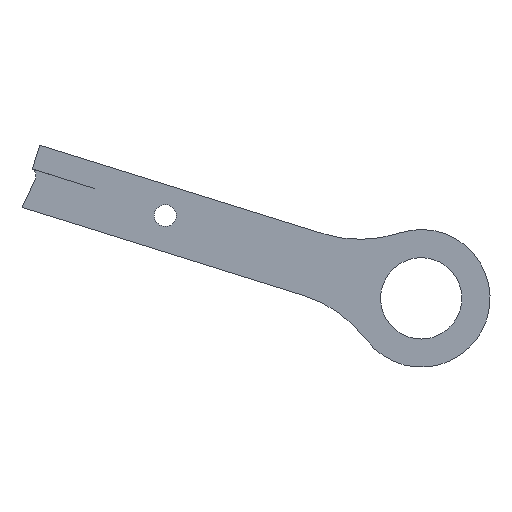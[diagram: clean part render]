
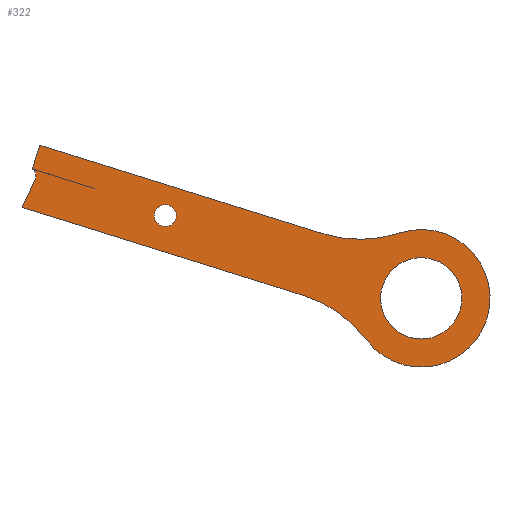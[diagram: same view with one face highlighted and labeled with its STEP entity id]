
A CAD part, front view. The second image highlights one B-rep face of the part: STEP entity #322.
In plain terms, the highlighted planar face has unit normal (0, -1, 0).
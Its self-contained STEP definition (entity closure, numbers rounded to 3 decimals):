
#17=FACE_BOUND('',#63,.T.);
#18=FACE_BOUND('',#64,.T.);
#28=PLANE('',#366);
#44=FACE_OUTER_BOUND('',#62,.T.);
#62=EDGE_LOOP('',(#286,#287,#288,#289,#290,#291,#292,#293,#294,#295,#296,
#297));
#63=EDGE_LOOP('',(#298));
#64=EDGE_LOOP('',(#299,#300));
#79=LINE('',#517,#109);
#82=LINE('',#522,#112);
#84=LINE('',#526,#114);
#86=LINE('',#530,#116);
#87=LINE('',#533,#117);
#89=LINE('',#537,#119);
#91=LINE('',#541,#121);
#94=LINE('',#548,#124);
#109=VECTOR('',#423,10.);
#112=VECTOR('',#428,10.);
#114=VECTOR('',#432,10.);
#116=VECTOR('',#436,10.);
#117=VECTOR('',#439,10.);
#119=VECTOR('',#443,10.);
#121=VECTOR('',#447,10.);
#124=VECTOR('',#456,10.);
#126=CIRCLE('',#339,1.75);
#128=CIRCLE('',#342,20.);
#130=CIRCLE('',#345,11.);
#131=CIRCLE('',#347,20.);
#136=CIRCLE('',#354,6.5);
#137=CIRCLE('',#355,6.5);
#138=CIRCLE('',#364,1.3);
#140=VERTEX_POINT('',#463);
#143=VERTEX_POINT('',#470);
#144=VERTEX_POINT('',#472);
#146=VERTEX_POINT('',#478);
#147=VERTEX_POINT('',#482);
#159=VERTEX_POINT('',#510);
#160=VERTEX_POINT('',#511);
#161=VERTEX_POINT('',#516);
#162=VERTEX_POINT('',#520);
#163=VERTEX_POINT('',#524);
#164=VERTEX_POINT('',#528);
#165=VERTEX_POINT('',#532);
#166=VERTEX_POINT('',#536);
#167=VERTEX_POINT('',#540);
#168=VERTEX_POINT('',#544);
#171=EDGE_CURVE('',#140,#140,#126,.T.);
#174=EDGE_CURVE('',#143,#144,#128,.T.);
#178=EDGE_CURVE('',#143,#146,#130,.T.);
#179=EDGE_CURVE('',#147,#146,#131,.T.);
#193=EDGE_CURVE('',#159,#160,#136,.T.);
#194=EDGE_CURVE('',#160,#159,#137,.T.);
#196=EDGE_CURVE('',#161,#144,#79,.T.);
#199=EDGE_CURVE('',#162,#147,#82,.T.);
#201=EDGE_CURVE('',#163,#162,#84,.T.);
#203=EDGE_CURVE('',#163,#164,#86,.T.);
#204=EDGE_CURVE('',#165,#161,#87,.F.);
#206=EDGE_CURVE('',#164,#166,#89,.T.);
#208=EDGE_CURVE('',#167,#166,#91,.T.);
#210=EDGE_CURVE('',#168,#167,#138,.T.);
#212=EDGE_CURVE('',#168,#165,#94,.F.);
#286=ORIENTED_EDGE('',*,*,#178,.T.);
#287=ORIENTED_EDGE('',*,*,#179,.F.);
#288=ORIENTED_EDGE('',*,*,#199,.F.);
#289=ORIENTED_EDGE('',*,*,#201,.F.);
#290=ORIENTED_EDGE('',*,*,#203,.T.);
#291=ORIENTED_EDGE('',*,*,#206,.T.);
#292=ORIENTED_EDGE('',*,*,#208,.F.);
#293=ORIENTED_EDGE('',*,*,#210,.F.);
#294=ORIENTED_EDGE('',*,*,#212,.T.);
#295=ORIENTED_EDGE('',*,*,#204,.T.);
#296=ORIENTED_EDGE('',*,*,#196,.T.);
#297=ORIENTED_EDGE('',*,*,#174,.F.);
#298=ORIENTED_EDGE('',*,*,#171,.T.);
#299=ORIENTED_EDGE('',*,*,#193,.T.);
#300=ORIENTED_EDGE('',*,*,#194,.T.);
#322=ADVANCED_FACE('',(#44,#17,#18),#28,.T.);
#339=AXIS2_PLACEMENT_3D('',#465,#374,#375);
#342=AXIS2_PLACEMENT_3D('',#473,#381,#382);
#345=AXIS2_PLACEMENT_3D('',#480,#389,#390);
#347=AXIS2_PLACEMENT_3D('',#483,#393,#394);
#354=AXIS2_PLACEMENT_3D('',#512,#416,#417);
#355=AXIS2_PLACEMENT_3D('',#513,#418,#419);
#364=AXIS2_PLACEMENT_3D('',#545,#451,#452);
#366=AXIS2_PLACEMENT_3D('',#549,#457,#458);
#374=DIRECTION('center_axis',(0.,1.,0.));
#375=DIRECTION('ref_axis',(-1.,0.,0.));
#381=DIRECTION('center_axis',(0.,-1.,0.));
#382=DIRECTION('ref_axis',(0.577,0.,0.817));
#389=DIRECTION('center_axis',(0.,-1.,0.));
#390=DIRECTION('ref_axis',(-0.985,0.,0.174));
#393=DIRECTION('center_axis',(0.,-1.,0.));
#394=DIRECTION('ref_axis',(0.008,0.,-1.));
#416=DIRECTION('center_axis',(0.,1.,0.));
#417=DIRECTION('ref_axis',(-0.985,0.,0.174));
#418=DIRECTION('center_axis',(0.,1.,0.));
#419=DIRECTION('ref_axis',(-0.985,0.,0.174));
#423=DIRECTION('',(0.954,0.,-0.299));
#428=DIRECTION('',(0.954,0.,-0.299));
#432=DIRECTION('',(0.299,0.,0.954));
#436=DIRECTION('',(0.954,0.,-0.299));
#439=DIRECTION('',(-0.955,0.,0.297));
#443=DIRECTION('',(-0.955,0.,0.297));
#447=DIRECTION('',(0.955,0.,-0.297));
#451=DIRECTION('center_axis',(0.,-1.,0.));
#452=DIRECTION('ref_axis',(0.906,0.,-0.423));
#456=DIRECTION('',(0.423,0.,0.906));
#457=DIRECTION('center_axis',(0.,-1.,0.));
#458=DIRECTION('ref_axis',(0.985,0.,-0.174));
#463=CARTESIAN_POINT('',(37.914,-6.,14.214));
#465=CARTESIAN_POINT('Origin',(36.164,-6.,14.214));
#470=CARTESIAN_POINT('',(68.281,-6.,-5.627));
#472=CARTESIAN_POINT('',(58.27,-6.,1.438));
#473=CARTESIAN_POINT('Origin',(52.299,-6.,-17.65));
#478=CARTESIAN_POINT('',(73.617,-6.,11.43));
#480=CARTESIAN_POINT('Origin',(77.071,-6.,0.986));
#482=CARTESIAN_POINT('',(61.365,-6.,11.33));
#483=CARTESIAN_POINT('Origin',(67.336,-6.,30.418));
#510=CARTESIAN_POINT('',(83.083,-6.,3.458));
#511=CARTESIAN_POINT('',(83.472,-6.,-0.142));
#512=CARTESIAN_POINT('Origin',(77.071,-6.,0.986));
#513=CARTESIAN_POINT('Origin',(77.071,-6.,0.986));
#516=CARTESIAN_POINT('',(23.032,-6.,12.461));
#517=CARTESIAN_POINT('',(23.032,-6.,12.461));
#520=CARTESIAN_POINT('',(16.122,-6.,25.483));
#522=CARTESIAN_POINT('',(16.122,-6.,25.483));
#524=CARTESIAN_POINT('',(14.928,-6.,21.666));
#526=CARTESIAN_POINT('',(14.928,-6.,21.666));
#528=CARTESIAN_POINT('',(24.933,-6.,18.536));
#530=CARTESIAN_POINT('',(14.928,-6.,21.666));
#532=CARTESIAN_POINT('',(13.266,-6.,15.502));
#533=CARTESIAN_POINT('',(20.647,-6.,13.203));
#536=CARTESIAN_POINT('',(16.174,-6.,21.264));
#537=CARTESIAN_POINT('',(25.721,-6.,18.29));
#540=CARTESIAN_POINT('',(14.923,-6.,21.652));
#541=CARTESIAN_POINT('',(15.365,-6.,21.515));
#544=CARTESIAN_POINT('',(15.375,-6.,20.025));
#545=CARTESIAN_POINT('Origin',(14.197,-6.,20.574));
#548=CARTESIAN_POINT('',(14.151,-6.,17.398));
#549=CARTESIAN_POINT('Origin',(19.239,-6.,17.082));
